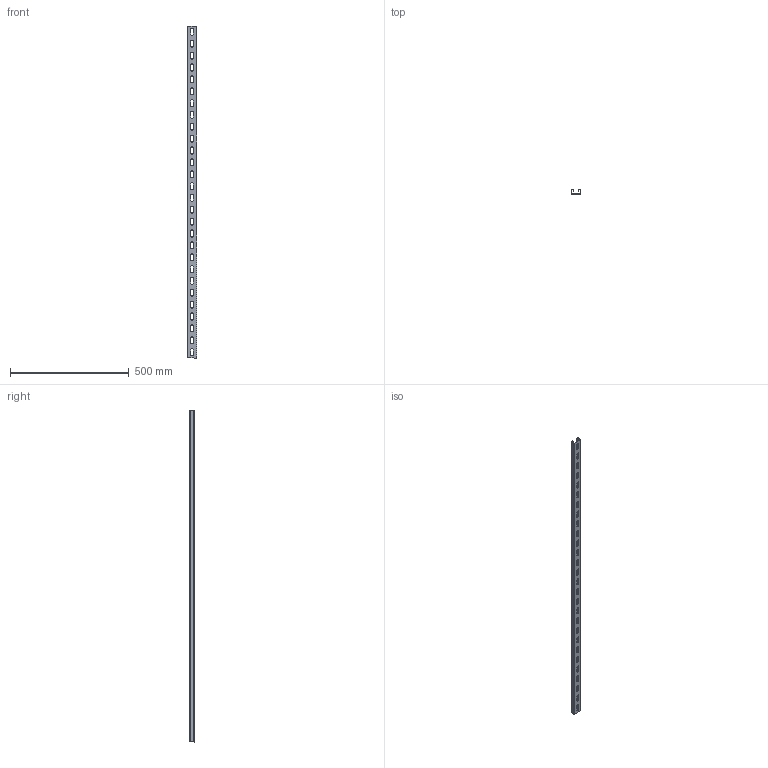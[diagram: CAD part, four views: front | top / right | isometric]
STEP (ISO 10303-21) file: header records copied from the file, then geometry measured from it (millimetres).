
FILE_DESCRIPTION (( 'STEP AP203' ), '1' );
FILE_NAME ('STRUT-镳铘桦黖h21-1400.step', '2022-01-25T11:18:06', ( '' ), ( '' ), 'SwSTEP 2.0', 'SolidWorks 2017', '' );
FILE_SCHEMA (( 'CONFIG_CONTROL_DESIGN' ));
Length unit declared in the file: millimetre
Products named in the file (1): STRUT-镳铘桦黖h21-1400
Bounding box: 41 x 21 x 1400 mm (x, y, z)
Volume: 200455.7 mm3; surface area: 279204.8 mm2
Topology: 1 solids, 1 shells, 1736 faces, 5202 edges, 3468 vertices
Faces by surface type: plane 1674, cylinder 62
Entity records: 57559 total; most frequent: CARTESIAN_POINT 10407, ORIENTED_EDGE 10404, DIRECTION 8800, EDGE_CURVE 5202, VECTOR 5078, LINE 5078, VERTEX_POINT 3468, AXIS2_PLACEMENT_3D 1861
